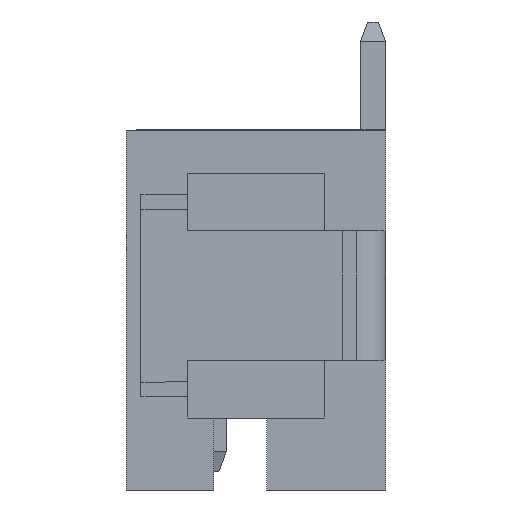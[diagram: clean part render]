
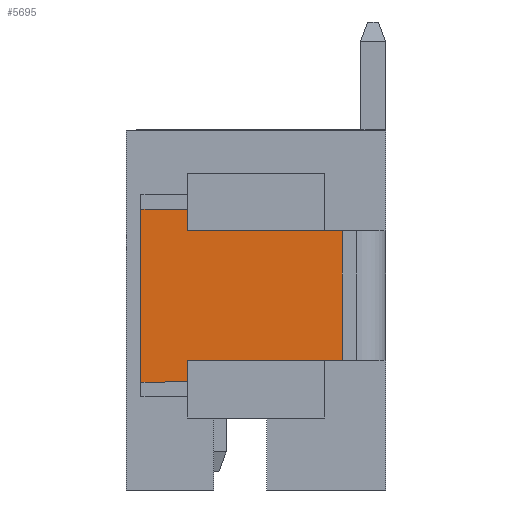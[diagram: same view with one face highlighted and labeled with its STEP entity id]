
A CAD part, left-side view. The second image highlights one B-rep face of the part: STEP entity #5695.
In plain terms, the highlighted face is planar.
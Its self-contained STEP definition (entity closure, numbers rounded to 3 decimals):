
#43 = VECTOR ( 'NONE', #3334, 1000. ) ;
#96 = CARTESIAN_POINT ( 'NONE',  ( 3.525, 1.4, -0.735 ) ) ;
#103 = ORIENTED_EDGE ( 'NONE', *, *, #2023, .T. ) ;
#335 = ORIENTED_EDGE ( 'NONE', *, *, #634, .T. ) ;
#540 = CARTESIAN_POINT ( 'NONE',  ( 3.525, 3.2, -4.222 ) ) ;
#579 = CARTESIAN_POINT ( 'NONE',  ( 3.525, 3.5, -0.735 ) ) ;
#610 = LINE ( 'NONE', #4745, #43 ) ;
#629 = CARTESIAN_POINT ( 'NONE',  ( 3.525, 0., -1.377 ) ) ;
#634 = EDGE_CURVE ( 'NONE', #3069, #5589, #4382, .T. ) ;
#667 = CARTESIAN_POINT ( 'NONE',  ( 3.525, 3.5, 1.62 ) ) ;
#807 = CARTESIAN_POINT ( 'NONE',  ( 3.525, 1.4, 1.175 ) ) ;
#835 = EDGE_CURVE ( 'NONE', #1994, #3307, #3087, .T. ) ;
#878 = EDGE_CURVE ( 'NONE', #5509, #4856, #3455, .T. ) ;
#979 = CARTESIAN_POINT ( 'NONE',  ( 3.525, 3.2, -4.222 ) ) ;
#1066 = CARTESIAN_POINT ( 'NONE',  ( 3.525, 3.2, -0.735 ) ) ;
#1167 = CARTESIAN_POINT ( 'NONE',  ( 3.525, 1.4, -4.222 ) ) ;
#1367 = EDGE_LOOP ( 'NONE', ( #3736, #4863, #2046, #3052, #3128, #2984, #1771, #335, #103, #5164 ) ) ;
#1375 = VECTOR ( 'NONE', #2504, 1000. ) ;
#1384 = CARTESIAN_POINT ( 'NONE',  ( 3.525, 1.4, -4.222 ) ) ;
#1401 = CARTESIAN_POINT ( 'NONE',  ( 3.525, 1.1, -0.735 ) ) ;
#1515 = LINE ( 'NONE', #2441, #1375 ) ;
#1620 = CARTESIAN_POINT ( 'NONE',  ( 3.525, 3.5, -4.222 ) ) ;
#1722 = DIRECTION ( 'NONE',  ( 1., 0., 0. ) ) ;
#1761 = AXIS2_PLACEMENT_3D ( 'NONE', #1620, #1722, #2540 ) ;
#1771 = ORIENTED_EDGE ( 'NONE', *, *, #3265, .T. ) ;
#1941 = EDGE_CURVE ( 'NONE', #5062, #5509, #5624, .T. ) ;
#1945 = VECTOR ( 'NONE', #4256, 1000. ) ;
#1994 = VERTEX_POINT ( 'NONE', #4330 ) ;
#2023 = EDGE_CURVE ( 'NONE', #5589, #4815, #1515, .T. ) ;
#2046 = ORIENTED_EDGE ( 'NONE', *, *, #5423, .T. ) ;
#2083 = VECTOR ( 'NONE', #4680, 1000. ) ;
#2143 = EDGE_CURVE ( 'NONE', #4856, #5295, #5119, .T. ) ;
#2212 = VECTOR ( 'NONE', #4310, 1000. ) ;
#2249 = DIRECTION ( 'NONE',  ( 0., 0., -1. ) ) ;
#2441 = CARTESIAN_POINT ( 'NONE',  ( 3.525, 0., -0.735 ) ) ;
#2504 = DIRECTION ( 'NONE',  ( 0., -1., 0. ) ) ;
#2540 = DIRECTION ( 'NONE',  ( 0., 0., -1. ) ) ;
#2558 = DIRECTION ( 'NONE',  ( 0., 0., -1. ) ) ;
#2647 = VECTOR ( 'NONE', #4645, 1000. ) ;
#2801 = VECTOR ( 'NONE', #2249, 1000. ) ;
#2984 = ORIENTED_EDGE ( 'NONE', *, *, #2143, .T. ) ;
#3052 = ORIENTED_EDGE ( 'NONE', *, *, #1941, .T. ) ;
#3069 = VERTEX_POINT ( 'NONE', #807 ) ;
#3087 = LINE ( 'NONE', #5955, #2801 ) ;
#3128 = ORIENTED_EDGE ( 'NONE', *, *, #878, .T. ) ;
#3265 = EDGE_CURVE ( 'NONE', #5295, #3069, #3802, .T. ) ;
#3268 = VERTEX_POINT ( 'NONE', #3673 ) ;
#3307 = VERTEX_POINT ( 'NONE', #5063 ) ;
#3334 = DIRECTION ( 'NONE',  ( 0., 0., -1. ) ) ;
#3388 = PLANE ( 'NONE',  #1761 ) ;
#3455 = LINE ( 'NONE', #979, #2083 ) ;
#3534 = EDGE_CURVE ( 'NONE', #3268, #3307, #4581, .T. ) ;
#3673 = CARTESIAN_POINT ( 'NONE',  ( 3.525, 1.1, -1.377 ) ) ;
#3736 = ORIENTED_EDGE ( 'NONE', *, *, #3534, .T. ) ;
#3802 = LINE ( 'NONE', #1384, #2647 ) ;
#4252 = EDGE_CURVE ( 'NONE', #4815, #3268, #610, .T. ) ;
#4256 = DIRECTION ( 'NONE',  ( 0., 0., 1. ) ) ;
#4310 = DIRECTION ( 'NONE',  ( 0., 1., 0. ) ) ;
#4330 = CARTESIAN_POINT ( 'NONE',  ( 3.525, 3.5, -0.735 ) ) ;
#4382 = LINE ( 'NONE', #1167, #4970 ) ;
#4427 = CARTESIAN_POINT ( 'NONE',  ( 3.525, 1.4, 1.62 ) ) ;
#4581 = LINE ( 'NONE', #629, #2212 ) ;
#4645 = DIRECTION ( 'NONE',  ( 0., 0., -1. ) ) ;
#4669 = CARTESIAN_POINT ( 'NONE',  ( 3.525, 3.2, 1.62 ) ) ;
#4680 = DIRECTION ( 'NONE',  ( 0., 0., 1. ) ) ;
#4745 = CARTESIAN_POINT ( 'NONE',  ( 3.525, 1.1, -4.222 ) ) ;
#4815 = VERTEX_POINT ( 'NONE', #1401 ) ;
#4856 = VERTEX_POINT ( 'NONE', #4669 ) ;
#4863 = ORIENTED_EDGE ( 'NONE', *, *, #835, .F. ) ;
#4914 = FACE_OUTER_BOUND ( 'NONE', #1367, .T. ) ;
#4970 = VECTOR ( 'NONE', #2558, 1000. ) ;
#5062 = VERTEX_POINT ( 'NONE', #1066 ) ;
#5063 = CARTESIAN_POINT ( 'NONE',  ( 3.525, 3.5, -1.377 ) ) ;
#5119 = LINE ( 'NONE', #667, #5914 ) ;
#5164 = ORIENTED_EDGE ( 'NONE', *, *, #4252, .T. ) ;
#5206 = VECTOR ( 'NONE', #5215, 1000. ) ;
#5215 = DIRECTION ( 'NONE',  ( 0., -1., 0. ) ) ;
#5269 = CARTESIAN_POINT ( 'NONE',  ( 3.525, 3.2, 1.175 ) ) ;
#5279 = LINE ( 'NONE', #579, #5206 ) ;
#5295 = VERTEX_POINT ( 'NONE', #4427 ) ;
#5423 = EDGE_CURVE ( 'NONE', #1994, #5062, #5279, .T. ) ;
#5509 = VERTEX_POINT ( 'NONE', #5269 ) ;
#5589 = VERTEX_POINT ( 'NONE', #96 ) ;
#5624 = LINE ( 'NONE', #540, #1945 ) ;
#5695 = ADVANCED_FACE ( 'NONE', ( #4914 ), #3388, .T. ) ;
#5783 = DIRECTION ( 'NONE',  ( 0., -1., 0. ) ) ;
#5914 = VECTOR ( 'NONE', #5783, 1000. ) ;
#5955 = CARTESIAN_POINT ( 'NONE',  ( 3.525, 3.5, -4.222 ) ) ;
